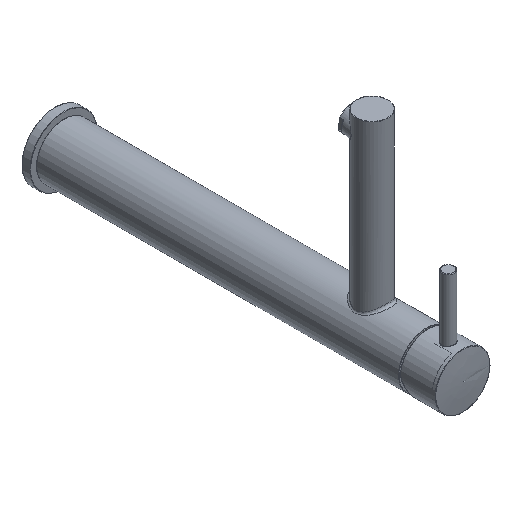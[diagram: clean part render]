
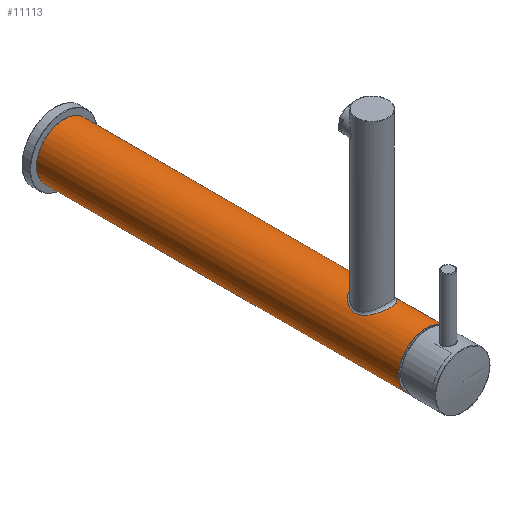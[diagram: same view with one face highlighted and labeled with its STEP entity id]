
A CAD part, isometric view. The second image highlights one B-rep face of the part: STEP entity #11113.
In plain terms, the highlighted cylindrical face has radius 22.5 mm (diameter 45 mm), a full revolution.
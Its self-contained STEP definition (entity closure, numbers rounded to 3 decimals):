
#253=B_SPLINE_CURVE_WITH_KNOTS('',3,(#17203,#17204,#17205,#17206,#17207,
#17208,#17209,#17210,#17211,#17212,#17213,#17214,#17215,#17216,#17217,#17218,
#17219,#17220,#17221,#17222,#17223,#17224,#17225,#17226),.UNSPECIFIED.,
 .T.,.F.,(4,1,1,1,1,1,1,1,1,1,1,1,1,1,1,1,1,1,1,1,1,4),(0.,
0.288,0.576,1.152,1.727,2.015,
2.303,2.879,3.455,3.839,4.222,
4.606,4.99,5.47,5.758,6.334,
6.621,6.909,7.485,7.557,7.773,
8.061),.UNSPECIFIED.);
#394=CYLINDRICAL_SURFACE('',#11887,22.5);
#2778=FACE_BOUND('',#3760,.T.);
#2779=FACE_BOUND('',#3761,.T.);
#3008=FACE_OUTER_BOUND('',#3759,.T.);
#3759=EDGE_LOOP('',(#7899));
#3760=EDGE_LOOP('',(#7900));
#3761=EDGE_LOOP('',(#7901));
#4626=CIRCLE('',#11888,22.5);
#4627=CIRCLE('',#11889,22.5);
#5185=VERTEX_POINT('',#17201);
#5186=VERTEX_POINT('',#17228);
#5187=VERTEX_POINT('',#17230);
#6266=EDGE_CURVE('',#5185,#5185,#253,.T.);
#6267=EDGE_CURVE('',#5186,#5186,#4626,.T.);
#6268=EDGE_CURVE('',#5187,#5187,#4627,.T.);
#7899=ORIENTED_EDGE('',*,*,#6267,.F.);
#7900=ORIENTED_EDGE('',*,*,#6268,.F.);
#7901=ORIENTED_EDGE('',*,*,#6266,.F.);
#11113=ADVANCED_FACE('',(#3008,#2778,#2779),#394,.T.);
#11887=AXIS2_PLACEMENT_3D('',#17227,#13297,#13298);
#11888=AXIS2_PLACEMENT_3D('',#17229,#13299,#13300);
#11889=AXIS2_PLACEMENT_3D('',#17231,#13301,#13302);
#13297=DIRECTION('center_axis',(0.,-1.,0.));
#13298=DIRECTION('ref_axis',(1.,0.,0.));
#13299=DIRECTION('center_axis',(0.,1.,0.));
#13300=DIRECTION('ref_axis',(1.,0.,0.));
#13301=DIRECTION('center_axis',(0.,-1.,0.));
#13302=DIRECTION('ref_axis',(1.,0.,0.));
#17201=CARTESIAN_POINT('',(-13.776,0.,17.79));
#17203=CARTESIAN_POINT('Ctrl Pts',(-13.776,-0.001,
17.79));
#17204=CARTESIAN_POINT('Ctrl Pts',(-13.775,-1.148,
17.79));
#17205=CARTESIAN_POINT('Ctrl Pts',(-13.53,-3.464,17.986));
#17206=CARTESIAN_POINT('Ctrl Pts',(-12.118,-7.705,
19.004));
#17207=CARTESIAN_POINT('Ctrl Pts',(-8.952,-12.035,
20.866));
#17208=CARTESIAN_POINT('Ctrl Pts',(-4.247,-14.594,
22.272));
#17209=CARTESIAN_POINT('Ctrl Pts',(-0.004,-15.135,
22.576));
#17210=CARTESIAN_POINT('Ctrl Pts',(4.243,-14.597,22.273));
#17211=CARTESIAN_POINT('Ctrl Pts',(8.941,-12.038,20.87));
#17212=CARTESIAN_POINT('Ctrl Pts',(12.326,-7.432,18.884));
#17213=CARTESIAN_POINT('Ctrl Pts',(13.829,-2.359,17.753));
#17214=CARTESIAN_POINT('Ctrl Pts',(13.827,2.358,17.75));
#17215=CARTESIAN_POINT('Ctrl Pts',(12.548,6.696,18.717));
#17216=CARTESIAN_POINT('Ctrl Pts',(10.065,10.632,20.224));
#17217=CARTESIAN_POINT('Ctrl Pts',(6.793,13.309,21.568));
#17218=CARTESIAN_POINT('Ctrl Pts',(2.192,15.125,22.566));
#17219=CARTESIAN_POINT('Ctrl Pts',(-2.188,15.129,22.571));
#17220=CARTESIAN_POINT('Ctrl Pts',(-6.134,13.567,21.708));
#17221=CARTESIAN_POINT('Ctrl Pts',(-9.566,11.179,20.5));
#17222=CARTESIAN_POINT('Ctrl Pts',(-11.641,8.364,19.287));
#17223=CARTESIAN_POINT('Ctrl Pts',(-12.914,5.319,18.431));
#17224=CARTESIAN_POINT('Ctrl Pts',(-13.555,3.184,17.964));
#17225=CARTESIAN_POINT('Ctrl Pts',(-13.776,1.147,17.789));
#17226=CARTESIAN_POINT('Ctrl Pts',(-13.776,-0.001,
17.79));
#17227=CARTESIAN_POINT('Origin',(0.,253.5,0.));
#17228=CARTESIAN_POINT('',(-22.5,253.25,0.));
#17229=CARTESIAN_POINT('Origin',(0.,253.25,0.));
#17230=CARTESIAN_POINT('',(-22.5,-44.25,0.));
#17231=CARTESIAN_POINT('Origin',(0.,-44.25,0.));
